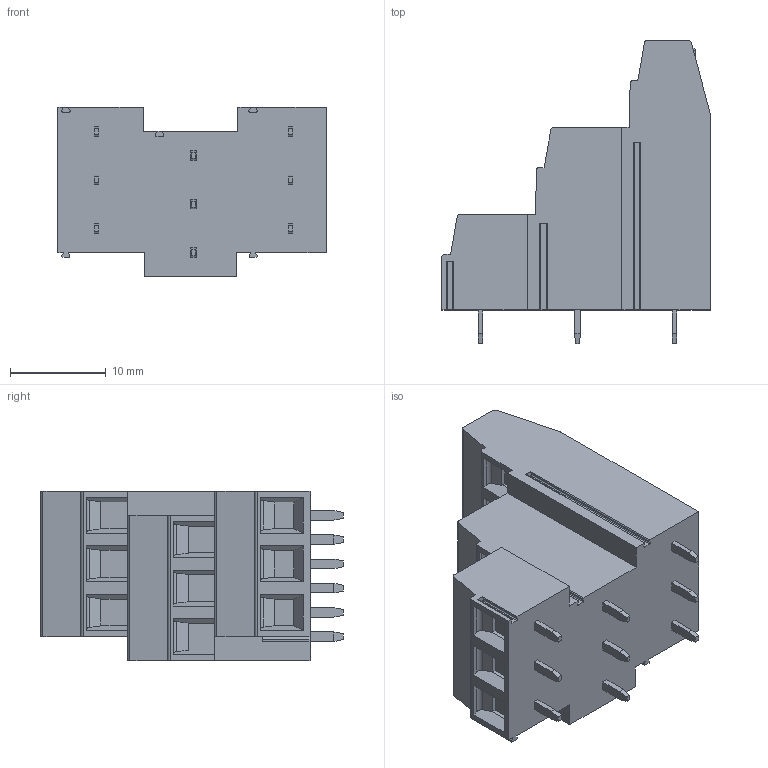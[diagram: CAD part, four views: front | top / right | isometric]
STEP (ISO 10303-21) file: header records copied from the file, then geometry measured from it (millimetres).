
FILE_DESCRIPTION((''),'2;1');
FILE_NAME('TL332VH3-XXP-XS','2025-01-17T',('yanfa'),(''),'PRO/ENGINEER BY PARAMETRIC TECHNOLOGY CORPORATION, 2009280','PRO/ENGINEER BY PARAMETRIC TECHNOLOGY CORPORATION, 2009280','');
FILE_SCHEMA(('AUTOMOTIVE_DESIGN_CC2 { 1 2 10303 214 -1 1 5 2 }'));
Length unit declared in the file: millimetre
Products named in the file (1): TL332VH3-XXP-XS
Bounding box: 28.1 x 31.7 x 17.78 mm (x, y, z)
Volume: 7320.3 mm3; surface area: 3387 mm2
Topology: 1 solids, 1 shells, 440 faces, 1129 edges, 719 vertices
Faces by surface type: plane 259, cylinder 116, cone 44, torus 18, sphere 3
Entity records: 13525 total; most frequent: CARTESIAN_POINT 2702, ORIENTED_EDGE 2258, DIRECTION 2231, EDGE_CURVE 1129, VECTOR 793, LINE 793, AXIS2_PLACEMENT_3D 719, VERTEX_POINT 719
